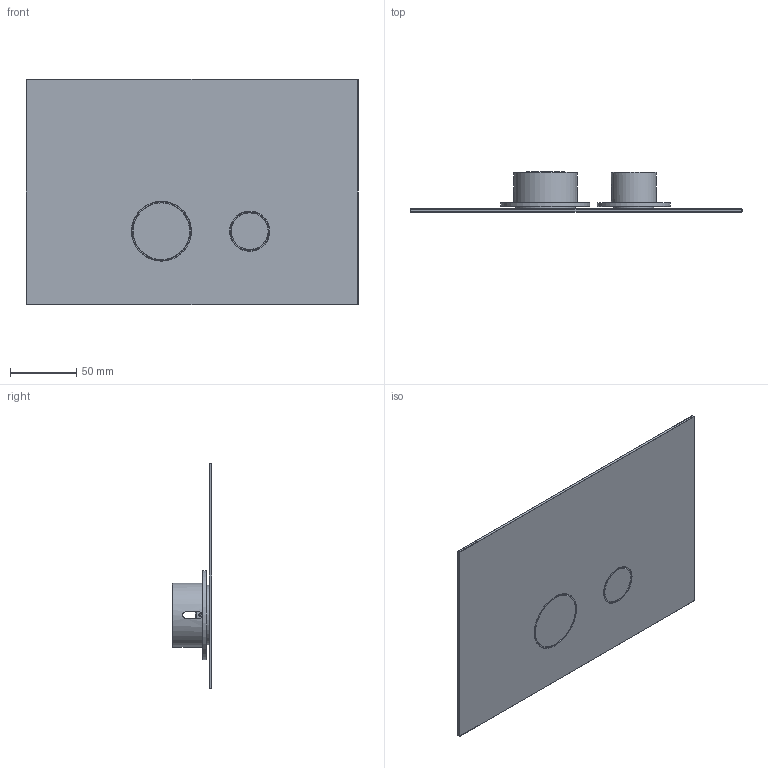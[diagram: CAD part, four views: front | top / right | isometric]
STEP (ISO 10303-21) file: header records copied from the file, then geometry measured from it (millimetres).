
FILE_DESCRIPTION(/* description */ ('Unknown'),/* implementation_level */ '2;1');
FILE_NAME(/* name */ 'ARA321-00',/* time_stamp */ '2024-11-06T14:16:17+01:00',/* author */ ('Unknown'),/* organization */ ('Unknown'),/* preprocessor_version */ 'ST-DEVELOPER v19.4',/* originating_system */ 'Solid Edge',/* authorisation */ 'Unknown');
FILE_SCHEMA (('AUTOMOTIVE_DESIGN {1 0 10303 214 3 1 1}'));
Length unit declared in the file: millimetre
Products named in the file (9): ARA321-00; ARA321-002_oa_0; CBA320-05; ARA320-02; ARA321-001_oa_1; ARA321-01; ARA321-003_oa_2; CBA320-06; ARA320-03
Assembly tree (8 placements, depth 3):
  ARA321-00
    ARA321-002_oa_0
      CBA320-05
      ARA320-02
    ARA321-001_oa_1
      ARA321-01
    ARA321-003_oa_2
      CBA320-06
      ARA320-03
Bounding box: 250 x 30 x 170 mm (x, y, z)
Volume: 129787.4 mm3; surface area: 115629.8 mm2
Topology: 5 solids, 5 shells, 148 faces, 350 edges, 221 vertices
Faces by surface type: cylinder 59, plane 50, cone 18, torus 17, bspline 4
Full cylindrical faces by diameter (mm): 2.459 x8, 4.5 x4, 16 x2, 19 x2, 21 x3, 25.5 x1, 27.8 x1, 28.2 x1, 29.9 x1, 30.1 x1, 34 x1, 39.5 x1, 42.8 x1, 43.2 x1, 44.9 x1, 45.1 x1, 48 x1, 55 x1, 67 x1
Entity records: 4644 total; most frequent: CARTESIAN_POINT 1051, DIRECTION 663, ORIENTED_EDGE 540, AXIS2_PLACEMENT_3D 278, EDGE_CURVE 270, FACE_BOUND 249, EDGE_LOOP 245, VERTEX_POINT 205
